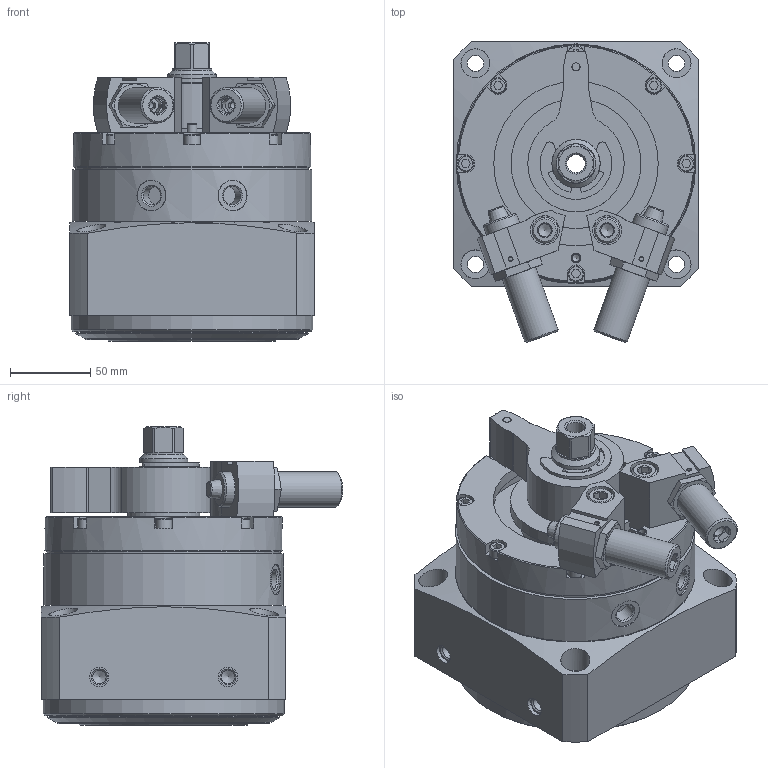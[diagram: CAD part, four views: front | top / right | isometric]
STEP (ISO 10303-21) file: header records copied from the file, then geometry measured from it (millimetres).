
FILE_DESCRIPTION(/* description */ ('STEP AP214'),/* implementation_level */ '2;1');
FILE_NAME(/* name */ '1369121_DSM-63-270-P1-HD-A-B',/* time_stamp */ '2024-08-21T18:54:12+02:00',/* author */ ('License CC BY-ND 4.0'),/* organization */ ('CADENAS'),/* preprocessor_version */ 'ST-DEVELOPER v19.3',/* originating_system */ 'PARTsolutions',/* authorisation */ ' ');
FILE_SCHEMA (('AUTOMOTIVE_DESIGN {1 0 10303 214 3 1 1}'));
Length unit declared in the file: millimetre
Products named in the file (9): 1369121 DSM-63-270-P1-HD-A-B---(0); 1365240 DSM-63-270-HD---(Geh); 714510 DSM-63_NS; 737476 DSM-63-BR---(HZ); 1113706 DYEF-M22-Y1F_P; DIN-912 - M10x40(F); 323801 EGZ-16 M22x1.5-5-27; 737477 DSM-63-BL---(HZ); 1365240 DSM-63-270-HD---(Kol)
Assembly tree (12 placements, depth 2):
  1369121 DSM-63-270-P1-HD-A-B---(0)
    1365240 DSM-63-270-HD---(Geh)
    714510 DSM-63_NS  x2
    737476 DSM-63-BR---(HZ)
    1113706 DYEF-M22-Y1F_P  x2
    DIN-912 - M10x40(F)  x2
    323801 EGZ-16 M22x1.5-5-27  x2
    737477 DSM-63-BL---(HZ)
    1365240 DSM-63-270-HD---(Kol)
Bounding box: 152 x 187.19 x 185.5 mm (x, y, z)
Volume: 2237385.6 mm3; surface area: 332073.3 mm2
Topology: 12 solids, 12 shells, 643 faces, 1485 edges, 950 vertices
Faces by surface type: plane 350, cylinder 178, cone 101, torus 14
Full cylindrical faces by diameter (mm): 2.459 x2, 3.1 x2, 5.1 x2, 6 x1, 6.647 x4, 8.376 x8, 8.917 x2, 10 x10, 10.106 x4, 10.2 x4, 11 x2, 11.445 x3, 12 x10, 13 x4, 15 x4, 16 x2, 18 x6, 19 x2, 20 x1, 20.376 x4, 22 x2, 24 x1, 24.6 x1, 25 x1, 30 x2, 35 x2, 40 x2, 45 x1, 69 x1, 80.75 x1
Entity records: 16662 total; most frequent: CARTESIAN_POINT 2809, DIRECTION 2633, ORIENTED_EDGE 2166, EDGE_CURVE 1083, AXIS2_PLACEMENT_3D 1037, FACE_BOUND 856, EDGE_LOOP 845, VERTEX_POINT 807
